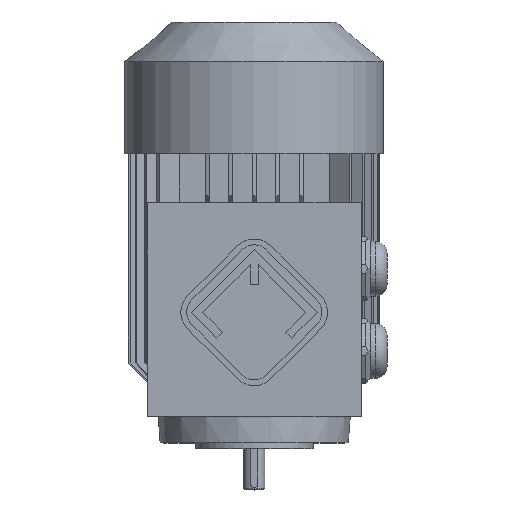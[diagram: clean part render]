
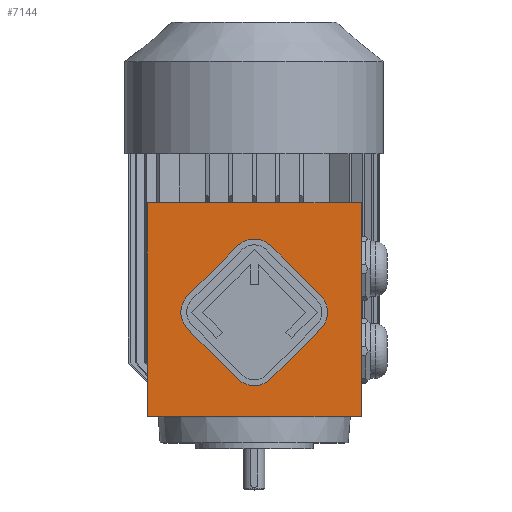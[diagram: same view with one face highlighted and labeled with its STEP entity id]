
A CAD part, top view. The second image highlights one B-rep face of the part: STEP entity #7144.
In plain terms, the highlighted planar face has unit normal (0, 0, 1).
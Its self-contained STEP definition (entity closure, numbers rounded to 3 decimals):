
#221=CIRCLE('',#7451,10.);
#222=CIRCLE('',#7452,10.);
#223=CIRCLE('',#7453,10.);
#224=CIRCLE('',#7454,10.);
#455=ORIENTED_EDGE('',*,*,#1987,.T.);
#456=ORIENTED_EDGE('',*,*,#1988,.T.);
#457=ORIENTED_EDGE('',*,*,#1989,.T.);
#458=ORIENTED_EDGE('',*,*,#1990,.T.);
#459=ORIENTED_EDGE('',*,*,#1991,.F.);
#460=ORIENTED_EDGE('',*,*,#1992,.F.);
#461=ORIENTED_EDGE('',*,*,#1993,.F.);
#462=ORIENTED_EDGE('',*,*,#1994,.F.);
#463=ORIENTED_EDGE('',*,*,#1995,.F.);
#464=ORIENTED_EDGE('',*,*,#1996,.F.);
#465=ORIENTED_EDGE('',*,*,#1997,.F.);
#466=ORIENTED_EDGE('',*,*,#1998,.F.);
#1987=EDGE_CURVE('',#2753,#2754,#3271,.T.);
#1988=EDGE_CURVE('',#2754,#2755,#3272,.T.);
#1989=EDGE_CURVE('',#2755,#2756,#3273,.T.);
#1990=EDGE_CURVE('',#2756,#2753,#3274,.T.);
#1991=EDGE_CURVE('',#2757,#2758,#221,.T.);
#1992=EDGE_CURVE('',#2759,#2757,#3275,.T.);
#1993=EDGE_CURVE('',#2760,#2759,#222,.T.);
#1994=EDGE_CURVE('',#2761,#2760,#3276,.T.);
#1995=EDGE_CURVE('',#2762,#2761,#223,.T.);
#1996=EDGE_CURVE('',#2763,#2762,#3277,.T.);
#1997=EDGE_CURVE('',#2764,#2763,#224,.T.);
#1998=EDGE_CURVE('',#2758,#2764,#3278,.T.);
#2753=VERTEX_POINT('',#9568);
#2754=VERTEX_POINT('',#9569);
#2755=VERTEX_POINT('',#9571);
#2756=VERTEX_POINT('',#9573);
#2757=VERTEX_POINT('',#9576);
#2758=VERTEX_POINT('',#9577);
#2759=VERTEX_POINT('',#9579);
#2760=VERTEX_POINT('',#9581);
#2761=VERTEX_POINT('',#9583);
#2762=VERTEX_POINT('',#9585);
#2763=VERTEX_POINT('',#9587);
#2764=VERTEX_POINT('',#9589);
#3271=LINE('',#9567,#3732);
#3272=LINE('',#9570,#3733);
#3273=LINE('',#9572,#3734);
#3274=LINE('',#9574,#3735);
#3275=LINE('',#9578,#3736);
#3276=LINE('',#9582,#3737);
#3277=LINE('',#9586,#3738);
#3278=LINE('',#9590,#3739);
#3732=VECTOR('',#8014,1000.);
#3733=VECTOR('',#8015,1000.);
#3734=VECTOR('',#8016,1000.);
#3735=VECTOR('',#8017,1000.);
#3736=VECTOR('',#8020,1000.);
#3737=VECTOR('',#8023,1000.);
#3738=VECTOR('',#8026,1000.);
#3739=VECTOR('',#8029,1000.);
#4178=EDGE_LOOP('',(#455,#456,#457,#458));
#4179=EDGE_LOOP('',(#459,#460,#461,#462,#463,#464,#465,#466));
#4521=FACE_BOUND('',#4178,.T.);
#4522=FACE_BOUND('',#4179,.T.);
#4868=PLANE('',#7450);
#7144=ADVANCED_FACE('',(#4521,#4522),#4868,.F.);
#7450=AXIS2_PLACEMENT_3D('',#9566,#8012,#8013);
#7451=AXIS2_PLACEMENT_3D('',#9575,#8018,#8019);
#7452=AXIS2_PLACEMENT_3D('',#9580,#8021,#8022);
#7453=AXIS2_PLACEMENT_3D('',#9584,#8024,#8025);
#7454=AXIS2_PLACEMENT_3D('',#9588,#8027,#8028);
#8012=DIRECTION('',(0.,0.,-1.));
#8013=DIRECTION('',(-1.,0.,0.));
#8014=DIRECTION('',(0.,1.,0.));
#8015=DIRECTION('',(-1.,0.,0.));
#8016=DIRECTION('',(0.,-1.,0.));
#8017=DIRECTION('',(1.,0.,0.));
#8018=DIRECTION('',(0.,0.,1.));
#8019=DIRECTION('',(0.,1.,0.));
#8020=DIRECTION('',(0.707,0.707,0.));
#8021=DIRECTION('',(0.,0.,1.));
#8022=DIRECTION('',(0.,1.,0.));
#8023=DIRECTION('',(0.707,-0.707,0.));
#8024=DIRECTION('',(0.,0.,1.));
#8025=DIRECTION('',(0.,1.,0.));
#8026=DIRECTION('',(-0.707,-0.707,0.));
#8027=DIRECTION('',(0.,0.,1.));
#8028=DIRECTION('',(0.,-1.,0.));
#8029=DIRECTION('',(-0.707,0.707,0.));
#9566=CARTESIAN_POINT('',(0.,0.,94.));
#9567=CARTESIAN_POINT('',(45.5,-10.,94.));
#9568=CARTESIAN_POINT('',(45.5,-10.,94.));
#9569=CARTESIAN_POINT('',(45.5,81.,94.));
#9570=CARTESIAN_POINT('',(45.5,81.,94.));
#9571=CARTESIAN_POINT('',(-45.5,81.,94.));
#9572=CARTESIAN_POINT('',(-45.5,81.,94.));
#9573=CARTESIAN_POINT('',(-45.5,-10.,94.));
#9574=CARTESIAN_POINT('',(-45.5,-10.,94.));
#9575=CARTESIAN_POINT('',(21.213,34.404,94.));
#9576=CARTESIAN_POINT('',(28.284,27.333,94.));
#9577=CARTESIAN_POINT('',(28.284,41.475,94.));
#9578=CARTESIAN_POINT('',(7.071,6.12,94.));
#9579=CARTESIAN_POINT('',(7.071,6.12,94.));
#9580=CARTESIAN_POINT('',(0.,13.191,94.));
#9581=CARTESIAN_POINT('',(-7.071,6.12,94.));
#9582=CARTESIAN_POINT('',(-28.284,27.333,94.));
#9583=CARTESIAN_POINT('',(-28.284,27.333,94.));
#9584=CARTESIAN_POINT('',(-21.213,34.404,94.));
#9585=CARTESIAN_POINT('',(-28.284,41.475,94.));
#9586=CARTESIAN_POINT('',(-7.071,62.688,94.));
#9587=CARTESIAN_POINT('',(-7.071,62.688,94.));
#9588=CARTESIAN_POINT('',(0.,55.617,94.));
#9589=CARTESIAN_POINT('',(7.071,62.688,94.));
#9590=CARTESIAN_POINT('',(28.284,41.475,94.));
